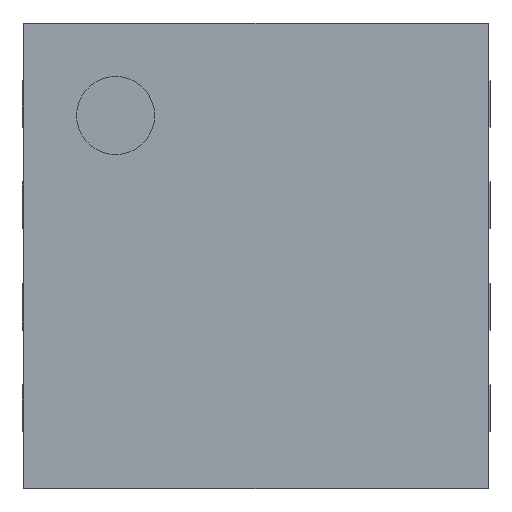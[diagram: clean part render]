
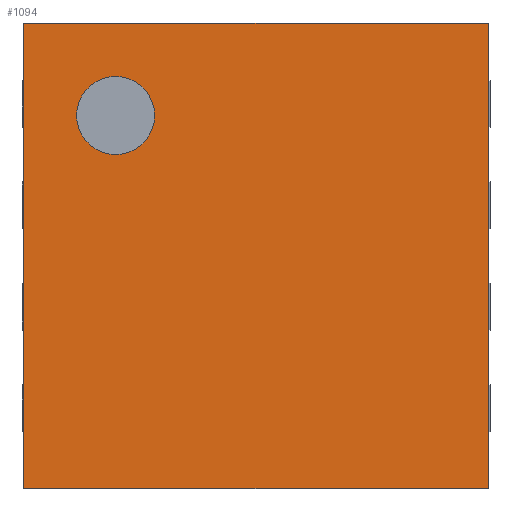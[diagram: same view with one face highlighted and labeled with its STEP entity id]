
A CAD part, top view. The second image highlights one B-rep face of the part: STEP entity #1094.
In plain terms, the highlighted planar face has unit normal (0, 0, 1).
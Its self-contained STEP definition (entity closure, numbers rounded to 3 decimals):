
#13=DIRECTION('',(0.,0.,1.));
#98=DIRECTION('',(0.,0.,-1.));
#158=VECTOR('',#159,1.);
#159=DIRECTION('',(0.,-1.,0.));
#165=VECTOR('',#166,1.);
#166=DIRECTION('',(1.,0.,0.));
#389=VERTEX_POINT('',#390);
#390=CARTESIAN_POINT('',(-1.49,1.49,0.77));
#392=ORIENTED_EDGE('',*,*,#393,.T.);
#393=EDGE_CURVE('',#389,#394,#396,.T.);
#394=VERTEX_POINT('',#395);
#395=CARTESIAN_POINT('',(-1.49,-1.49,0.77));
#396=LINE('',#390,#158);
#474=VERTEX_POINT('',#475);
#475=CARTESIAN_POINT('',(1.49,1.49,0.77));
#478=EDGE_CURVE('',#474,#479,#481,.T.);
#479=VERTEX_POINT('',#480);
#480=CARTESIAN_POINT('',(1.49,-1.49,0.77));
#481=LINE('',#475,#158);
#556=ORIENTED_EDGE('',*,*,#557,.F.);
#557=EDGE_CURVE('',#389,#474,#558,.T.);
#558=LINE('',#390,#165);
#1013=EDGE_CURVE('',#394,#479,#1014,.T.);
#1014=LINE('',#395,#165);
#1094=ADVANCED_FACE('',(#1095,#1099),#1108,.T.);
#1095=FACE_BOUND('',#1096,.T.);
#1096=EDGE_LOOP('',(#556,#392,#1097,#1098));
#1097=ORIENTED_EDGE('',*,*,#1013,.T.);
#1098=ORIENTED_EDGE('',*,*,#478,.F.);
#1099=FACE_BOUND('',#1100,.T.);
#1100=EDGE_LOOP('',(#1101));
#1101=ORIENTED_EDGE('',*,*,#1102,.T.);
#1102=EDGE_CURVE('',#1103,#1103,#1105,.T.);
#1103=VERTEX_POINT('',#1104);
#1104=CARTESIAN_POINT('',(-0.9,0.65,0.77));
#1105=CIRCLE('',#1106,0.25);
#1106=AXIS2_PLACEMENT_3D('',#1107,#98,#159);
#1107=CARTESIAN_POINT('',(-0.9,0.9,0.77));
#1108=PLANE('',#1109);
#1109=AXIS2_PLACEMENT_3D('',#390,#13,#159);
